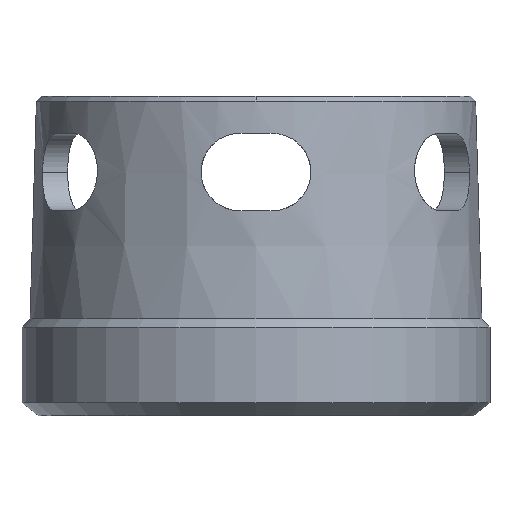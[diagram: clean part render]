
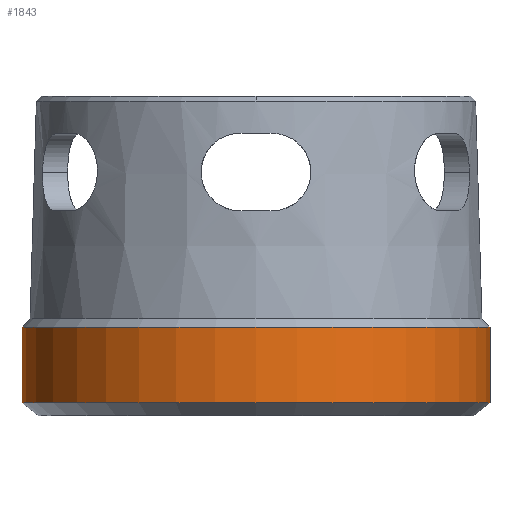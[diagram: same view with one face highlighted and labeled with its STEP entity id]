
A CAD part, front view. The second image highlights one B-rep face of the part: STEP entity #1843.
In plain terms, the highlighted cylindrical face has radius 14.5 mm (diameter 29 mm), a partial arc.
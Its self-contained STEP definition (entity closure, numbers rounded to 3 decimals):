
#179 = LINE ( 'NONE', #836, #696 ) ;
#210 = CARTESIAN_POINT ( 'NONE',  ( 14.5, 0., 5.5 ) ) ;
#310 = DIRECTION ( 'NONE',  ( -1., 0., 0. ) ) ;
#359 = DIRECTION ( 'NONE',  ( 1., 0., 0. ) ) ;
#376 = VERTEX_POINT ( 'NONE', #2072 ) ;
#382 = EDGE_LOOP ( 'NONE', ( #884, #768, #506, #416 ) ) ;
#416 = ORIENTED_EDGE ( 'NONE', *, *, #1690, .T. ) ;
#437 = VERTEX_POINT ( 'NONE', #1812 ) ;
#453 = AXIS2_PLACEMENT_3D ( 'NONE', #1122, #1766, #310 ) ;
#476 = DIRECTION ( 'NONE',  ( 0., 0., -1. ) ) ;
#477 = EDGE_CURVE ( 'NONE', #437, #1861, #179, .T. ) ;
#506 = ORIENTED_EDGE ( 'NONE', *, *, #1018, .T. ) ;
#520 = CYLINDRICAL_SURFACE ( 'NONE', #1883, 14.5 ) ;
#696 = VECTOR ( 'NONE', #1484, 1000. ) ;
#767 = LINE ( 'NONE', #1409, #1272 ) ;
#768 = ORIENTED_EDGE ( 'NONE', *, *, #877, .F. ) ;
#836 = CARTESIAN_POINT ( 'NONE',  ( -14.5, 0., 0.8 ) ) ;
#877 = EDGE_CURVE ( 'NONE', #376, #437, #1745, .T. ) ;
#884 = ORIENTED_EDGE ( 'NONE', *, *, #477, .F. ) ;
#1018 = EDGE_CURVE ( 'NONE', #376, #1496, #767, .T. ) ;
#1122 = CARTESIAN_POINT ( 'NONE',  ( 0., 0., 5.5 ) ) ;
#1125 = DIRECTION ( 'NONE',  ( 1., 0., 0. ) ) ;
#1171 = CARTESIAN_POINT ( 'NONE',  ( 0., 0., 0.8 ) ) ;
#1272 = VECTOR ( 'NONE', #2047, 1000. ) ;
#1348 = CARTESIAN_POINT ( 'NONE',  ( -14.5, 0., 5.5 ) ) ;
#1407 = AXIS2_PLACEMENT_3D ( 'NONE', #1925, #476, #1125 ) ;
#1409 = CARTESIAN_POINT ( 'NONE',  ( 14.5, 0., 0.8 ) ) ;
#1484 = DIRECTION ( 'NONE',  ( 0., 0., 1. ) ) ;
#1496 = VERTEX_POINT ( 'NONE', #210 ) ;
#1644 = CIRCLE ( 'NONE', #453, 14.5 ) ;
#1690 = EDGE_CURVE ( 'NONE', #1496, #1861, #1644, .T. ) ;
#1745 = CIRCLE ( 'NONE', #1407, 14.5 ) ;
#1766 = DIRECTION ( 'NONE',  ( 0., 0., -1. ) ) ;
#1811 = DIRECTION ( 'NONE',  ( 0., 0., 1. ) ) ;
#1812 = CARTESIAN_POINT ( 'NONE',  ( -14.5, 0., 0.8 ) ) ;
#1843 = ADVANCED_FACE ( 'NONE', ( #1963 ), #520, .T. ) ;
#1861 = VERTEX_POINT ( 'NONE', #1348 ) ;
#1883 = AXIS2_PLACEMENT_3D ( 'NONE', #1171, #1811, #359 ) ;
#1925 = CARTESIAN_POINT ( 'NONE',  ( 0., 0., 0.8 ) ) ;
#1963 = FACE_OUTER_BOUND ( 'NONE', #382, .T. ) ;
#2047 = DIRECTION ( 'NONE',  ( 0., 0., 1. ) ) ;
#2072 = CARTESIAN_POINT ( 'NONE',  ( 14.5, 0., 0.8 ) ) ;
